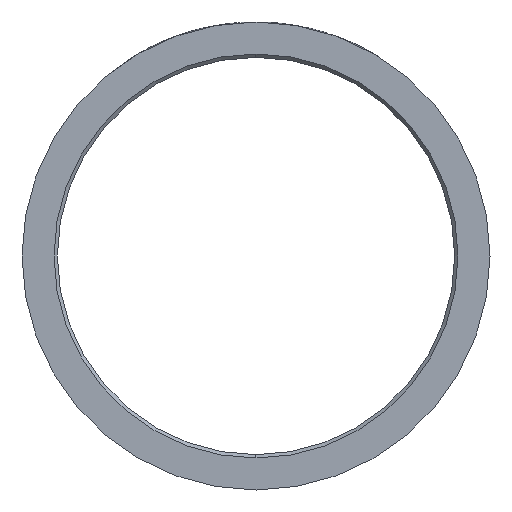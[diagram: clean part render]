
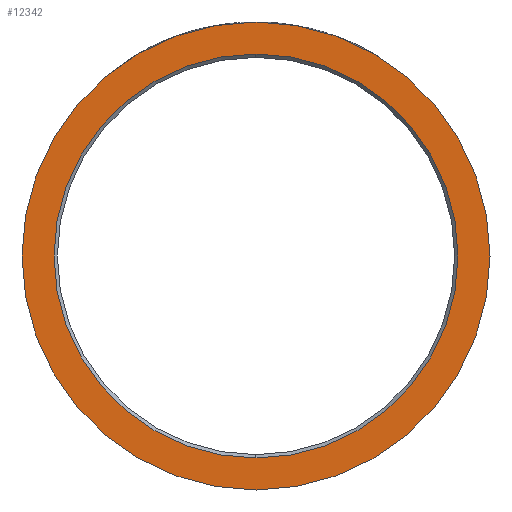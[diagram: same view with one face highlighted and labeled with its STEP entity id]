
A CAD part, left-side view. The second image highlights one B-rep face of the part: STEP entity #12342.
In plain terms, the highlighted planar face has unit normal (-1, 0, 0).
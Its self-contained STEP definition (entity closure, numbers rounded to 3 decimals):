
#778 = DIRECTION ( 'NONE',  ( -1., 0., 0. ) ) ;
#1279 = DIRECTION ( 'NONE',  ( 0., 0., 1. ) ) ;
#1810 = DIRECTION ( 'NONE',  ( 1., 0., 0. ) ) ;
#2172 = CARTESIAN_POINT ( 'NONE',  ( -70., 21.2, 0. ) ) ;
#2980 = AXIS2_PLACEMENT_3D ( 'NONE', #2172, #778, #19438 ) ;
#3187 = ORIENTED_EDGE ( 'NONE', *, *, #19068, .F. ) ;
#3668 = ORIENTED_EDGE ( 'NONE', *, *, #19181, .T. ) ;
#4126 = EDGE_LOOP ( 'NONE', ( #9813, #3187 ) ) ;
#4188 = VERTEX_POINT ( 'NONE', #15247 ) ;
#4508 = CARTESIAN_POINT ( 'NONE',  ( -70., 0., 0. ) ) ;
#4534 = CARTESIAN_POINT ( 'NONE',  ( -70., 0., 0. ) ) ;
#4571 = CIRCLE ( 'NONE', #5681, 21.2 ) ;
#4659 = CIRCLE ( 'NONE', #19327, 21.2 ) ;
#5552 = EDGE_CURVE ( 'NONE', #4188, #13927, #8198, .T. ) ;
#5681 = AXIS2_PLACEMENT_3D ( 'NONE', #15362, #15239, #16909 ) ;
#6135 = VERTEX_POINT ( 'NONE', #8142 ) ;
#6435 = CARTESIAN_POINT ( 'NONE',  ( -70., 0., -21.2 ) ) ;
#6782 = AXIS2_PLACEMENT_3D ( 'NONE', #11083, #1810, #9724 ) ;
#7837 = EDGE_CURVE ( 'NONE', #15512, #6135, #4659, .T. ) ;
#8142 = CARTESIAN_POINT ( 'NONE',  ( -70., 0., 21.2 ) ) ;
#8198 = CIRCLE ( 'NONE', #6782, 18.3 ) ;
#8263 = CIRCLE ( 'NONE', #19238, 18.3 ) ;
#9151 = DIRECTION ( 'NONE',  ( 1., 0., 0. ) ) ;
#9724 = DIRECTION ( 'NONE',  ( 0., 0., 1. ) ) ;
#9813 = ORIENTED_EDGE ( 'NONE', *, *, #7837, .F. ) ;
#10605 = EDGE_LOOP ( 'NONE', ( #13256, #3668 ) ) ;
#11083 = CARTESIAN_POINT ( 'NONE',  ( -70., 0., 0. ) ) ;
#11456 = PLANE ( 'NONE',  #2980 ) ;
#11648 = FACE_OUTER_BOUND ( 'NONE', #4126, .T. ) ;
#12342 = ADVANCED_FACE ( 'NONE', ( #13583, #11648 ), #11456, .T. ) ;
#13256 = ORIENTED_EDGE ( 'NONE', *, *, #5552, .T. ) ;
#13583 = FACE_BOUND ( 'NONE', #10605, .T. ) ;
#13889 = DIRECTION ( 'NONE',  ( 0., 0., -1. ) ) ;
#13927 = VERTEX_POINT ( 'NONE', #18051 ) ;
#15239 = DIRECTION ( 'NONE',  ( 1., 0., 0. ) ) ;
#15247 = CARTESIAN_POINT ( 'NONE',  ( -70., 0., 18.3 ) ) ;
#15276 = DIRECTION ( 'NONE',  ( 1., 0., 0. ) ) ;
#15362 = CARTESIAN_POINT ( 'NONE',  ( -70., 0., 0. ) ) ;
#15512 = VERTEX_POINT ( 'NONE', #6435 ) ;
#16909 = DIRECTION ( 'NONE',  ( 0., 0., -1. ) ) ;
#18051 = CARTESIAN_POINT ( 'NONE',  ( -70., 0., -18.3 ) ) ;
#19068 = EDGE_CURVE ( 'NONE', #6135, #15512, #4571, .T. ) ;
#19181 = EDGE_CURVE ( 'NONE', #13927, #4188, #8263, .T. ) ;
#19238 = AXIS2_PLACEMENT_3D ( 'NONE', #4534, #9151, #1279 ) ;
#19327 = AXIS2_PLACEMENT_3D ( 'NONE', #4508, #15276, #13889 ) ;
#19438 = DIRECTION ( 'NONE',  ( 0., 0., 1. ) ) ;
